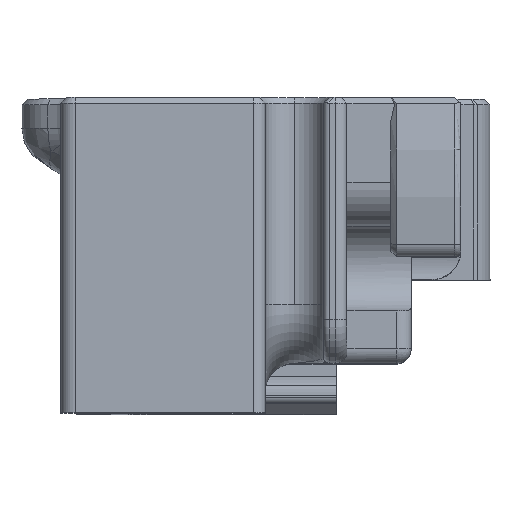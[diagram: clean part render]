
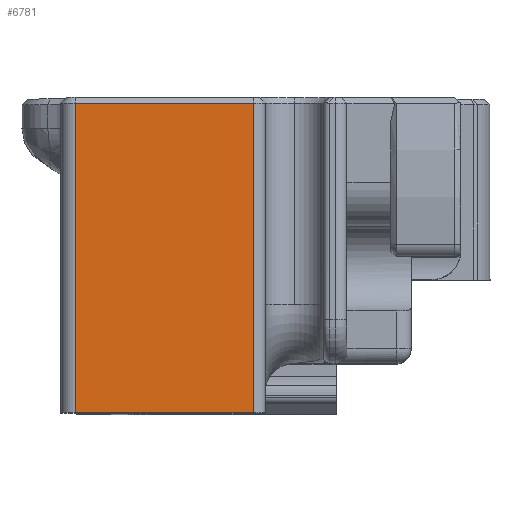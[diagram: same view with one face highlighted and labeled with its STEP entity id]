
A CAD part, top view. The second image highlights one B-rep face of the part: STEP entity #6781.
In plain terms, the highlighted planar face has unit normal (0, 0, 1).
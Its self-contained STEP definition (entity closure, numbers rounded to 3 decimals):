
#545=PLANE('',#7335);
#849=FACE_OUTER_BOUND('',#1232,.T.);
#1232=EDGE_LOOP('',(#5704,#5705,#5706,#5707));
#1908=LINE('',#11454,#2575);
#1911=LINE('',#11468,#2578);
#1912=LINE('',#11469,#2579);
#1913=LINE('',#11470,#2580);
#2575=VECTOR('',#8762,10.);
#2578=VECTOR('',#8775,10.);
#2579=VECTOR('',#8776,10.);
#2580=VECTOR('',#8777,10.);
#3499=VERTEX_POINT('',#11452);
#3500=VERTEX_POINT('',#11453);
#3505=VERTEX_POINT('',#11466);
#3506=VERTEX_POINT('',#11467);
#4310=EDGE_CURVE('',#3499,#3500,#1908,.T.);
#4317=EDGE_CURVE('',#3505,#3506,#1911,.T.);
#4318=EDGE_CURVE('',#3500,#3505,#1912,.T.);
#4319=EDGE_CURVE('',#3506,#3499,#1913,.T.);
#5704=ORIENTED_EDGE('',*,*,#4317,.F.);
#5705=ORIENTED_EDGE('',*,*,#4318,.F.);
#5706=ORIENTED_EDGE('',*,*,#4310,.F.);
#5707=ORIENTED_EDGE('',*,*,#4319,.F.);
#6781=ADVANCED_FACE('',(#849),#545,.F.);
#7335=AXIS2_PLACEMENT_3D('',#11465,#8773,#8774);
#8762=DIRECTION('',(-1.,0.,0.));
#8773=DIRECTION('center_axis',(0.,0.,
-1.));
#8774=DIRECTION('ref_axis',(-1.,0.,0.));
#8775=DIRECTION('',(1.,0.,0.));
#8776=DIRECTION('',(0.,1.,0.));
#8777=DIRECTION('',(0.,-1.,0.));
#11452=CARTESIAN_POINT('',(-9.651,6.719,34.376));
#11453=CARTESIAN_POINT('',(-21.851,6.719,34.376));
#11454=CARTESIAN_POINT('',(-6.701,6.719,34.376));
#11465=CARTESIAN_POINT('Origin',(-3.751,-13.281,34.376));
#11466=CARTESIAN_POINT('',(-21.851,27.919,34.376));
#11467=CARTESIAN_POINT('',(-9.651,27.919,34.376));
#11468=CARTESIAN_POINT('',(-10.401,27.919,34.376));
#11469=CARTESIAN_POINT('',(-21.851,-3.281,34.376));
#11470=CARTESIAN_POINT('',(-9.651,8.019,34.376));
